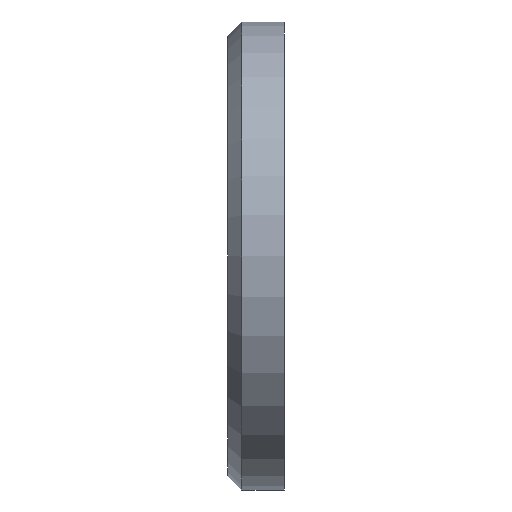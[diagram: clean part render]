
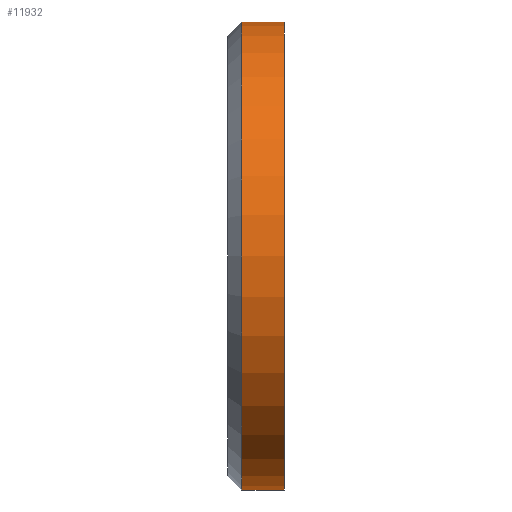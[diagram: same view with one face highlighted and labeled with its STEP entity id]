
A CAD part, left-side view. The second image highlights one B-rep face of the part: STEP entity #11932.
In plain terms, the highlighted cylindrical face has radius 16.5 mm (diameter 33 mm), a partial arc.
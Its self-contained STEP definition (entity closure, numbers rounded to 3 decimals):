
#707 = CARTESIAN_POINT ( 'NONE',  ( 0., 1., 16.5 ) ) ;
#907 = ORIENTED_EDGE ( 'NONE', *, *, #2067, .T. ) ;
#1052 = ORIENTED_EDGE ( 'NONE', *, *, #12245, .F. ) ;
#1696 = AXIS2_PLACEMENT_3D ( 'NONE', #13502, #13355, #14630 ) ;
#2067 = EDGE_CURVE ( 'NONE', #10124, #15654, #7557, .T. ) ;
#2292 = CARTESIAN_POINT ( 'NONE',  ( 0., 2., 0. ) ) ;
#2557 = ORIENTED_EDGE ( 'NONE', *, *, #4967, .T. ) ;
#2670 = DIRECTION ( 'NONE',  ( 0., -1., 0. ) ) ;
#3009 = AXIS2_PLACEMENT_3D ( 'NONE', #2292, #7020, #9397 ) ;
#3643 = VECTOR ( 'NONE', #12460, 1000. ) ;
#4967 = EDGE_CURVE ( 'NONE', #7832, #10124, #14922, .T. ) ;
#5892 = CARTESIAN_POINT ( 'NONE',  ( 0., -2., 16.5 ) ) ;
#6367 = CARTESIAN_POINT ( 'NONE',  ( 0., 2., 16.5 ) ) ;
#6436 = DIRECTION ( 'NONE',  ( 0., 0., 1. ) ) ;
#6480 = CYLINDRICAL_SURFACE ( 'NONE', #3009, 16.5 ) ;
#6808 = EDGE_LOOP ( 'NONE', ( #1052, #2557, #907, #8661 ) ) ;
#7020 = DIRECTION ( 'NONE',  ( 0., -1., 0. ) ) ;
#7555 = CARTESIAN_POINT ( 'NONE',  ( 0., 2., -16.5 ) ) ;
#7557 = LINE ( 'NONE', #7555, #10989 ) ;
#7832 = VERTEX_POINT ( 'NONE', #707 ) ;
#8661 = ORIENTED_EDGE ( 'NONE', *, *, #15160, .T. ) ;
#8762 = DIRECTION ( 'NONE',  ( 0., 1., 0. ) ) ;
#9397 = DIRECTION ( 'NONE',  ( 0., 0., -1. ) ) ;
#9718 = FACE_OUTER_BOUND ( 'NONE', #6808, .T. ) ;
#10071 = CARTESIAN_POINT ( 'NONE',  ( 0., -2., -16.5 ) ) ;
#10124 = VERTEX_POINT ( 'NONE', #14463 ) ;
#10989 = VECTOR ( 'NONE', #2670, 1000. ) ;
#11282 = VERTEX_POINT ( 'NONE', #5892 ) ;
#11932 = ADVANCED_FACE ( 'NONE', ( #9718 ), #6480, .T. ) ;
#12245 = EDGE_CURVE ( 'NONE', #7832, #11282, #14458, .T. ) ;
#12460 = DIRECTION ( 'NONE',  ( 0., -1., 0. ) ) ;
#12476 = CARTESIAN_POINT ( 'NONE',  ( 0., -2., 0. ) ) ;
#12718 = CIRCLE ( 'NONE', #12889, 16.5 ) ;
#12889 = AXIS2_PLACEMENT_3D ( 'NONE', #12476, #8762, #6436 ) ;
#13355 = DIRECTION ( 'NONE',  ( 0., -1., 0. ) ) ;
#13502 = CARTESIAN_POINT ( 'NONE',  ( 0., 1., 0. ) ) ;
#14458 = LINE ( 'NONE', #6367, #3643 ) ;
#14463 = CARTESIAN_POINT ( 'NONE',  ( 0., 1., -16.5 ) ) ;
#14630 = DIRECTION ( 'NONE',  ( 0., 0., 1. ) ) ;
#14922 = CIRCLE ( 'NONE', #1696, 16.5 ) ;
#15160 = EDGE_CURVE ( 'NONE', #15654, #11282, #12718, .T. ) ;
#15654 = VERTEX_POINT ( 'NONE', #10071 ) ;
